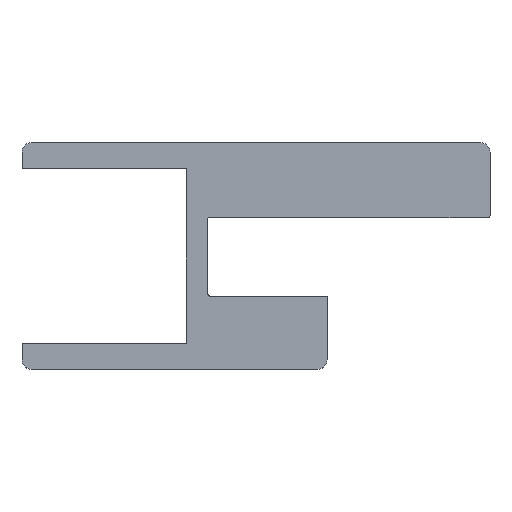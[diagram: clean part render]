
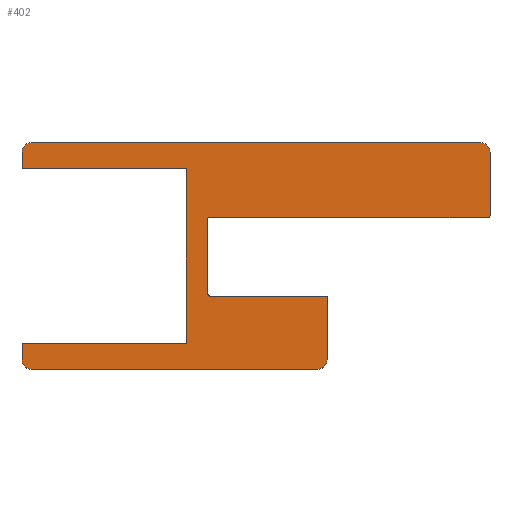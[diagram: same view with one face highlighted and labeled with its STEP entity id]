
A CAD part, top view. The second image highlights one B-rep face of the part: STEP entity #402.
In plain terms, the highlighted planar face has unit normal (0, 0, 1).
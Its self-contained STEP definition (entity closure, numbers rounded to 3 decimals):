
#26=PLANE('',#448);
#44=FACE_OUTER_BOUND('',#65,.T.);
#65=EDGE_LOOP('',(#341,#342,#343,#344,#345,#346,#347,#348,#349,#350,#351,
#352,#353,#354,#355,#356,#357,#358,#359));
#75=LINE('',#587,#118);
#89=LINE('',#630,#132);
#92=LINE('',#635,#135);
#94=LINE('',#639,#137);
#95=LINE('',#642,#138);
#98=LINE('',#648,#141);
#101=LINE('',#654,#144);
#104=LINE('',#659,#147);
#105=LINE('',#661,#148);
#108=LINE('',#669,#151);
#109=LINE('',#677,#152);
#110=LINE('',#680,#153);
#118=VECTOR('',#471,10.);
#132=VECTOR('',#505,10.);
#135=VECTOR('',#510,10.);
#137=VECTOR('',#514,10.);
#138=VECTOR('',#517,10.);
#141=VECTOR('',#522,10.);
#144=VECTOR('',#527,10.);
#147=VECTOR('',#532,10.);
#148=VECTOR('',#535,10.);
#151=VECTOR('',#544,10.);
#152=VECTOR('',#555,10.);
#153=VECTOR('',#558,10.);
#158=CIRCLE('',#424,2.);
#159=CIRCLE('',#427,10.);
#166=CIRCLE('',#444,10.);
#167=CIRCLE('',#447,10.);
#168=CIRCLE('',#449,4.);
#169=CIRCLE('',#450,2.);
#170=CIRCLE('',#451,10.);
#173=VERTEX_POINT('',#577);
#174=VERTEX_POINT('',#579);
#176=VERTEX_POINT('',#585);
#177=VERTEX_POINT('',#589);
#178=VERTEX_POINT('',#590);
#195=VERTEX_POINT('',#629);
#196=VERTEX_POINT('',#633);
#197=VERTEX_POINT('',#637);
#198=VERTEX_POINT('',#641);
#199=VERTEX_POINT('',#645);
#200=VERTEX_POINT('',#647);
#201=VERTEX_POINT('',#651);
#202=VERTEX_POINT('',#653);
#203=VERTEX_POINT('',#657);
#204=VERTEX_POINT('',#663);
#205=VERTEX_POINT('',#667);
#206=VERTEX_POINT('',#674);
#207=VERTEX_POINT('',#676);
#208=VERTEX_POINT('',#678);
#211=EDGE_CURVE('',#173,#174,#158,.T.);
#215=EDGE_CURVE('',#173,#176,#75,.T.);
#216=EDGE_CURVE('',#177,#178,#159,.T.);
#236=EDGE_CURVE('',#178,#195,#89,.T.);
#239=EDGE_CURVE('',#196,#177,#92,.T.);
#241=EDGE_CURVE('',#196,#197,#94,.F.);
#242=EDGE_CURVE('',#198,#174,#95,.F.);
#245=EDGE_CURVE('',#200,#199,#98,.T.);
#248=EDGE_CURVE('',#202,#201,#101,.T.);
#251=EDGE_CURVE('',#199,#203,#104,.T.);
#252=EDGE_CURVE('',#203,#202,#105,.T.);
#253=EDGE_CURVE('',#204,#200,#166,.T.);
#256=EDGE_CURVE('',#201,#205,#108,.T.);
#257=EDGE_CURVE('',#205,#195,#167,.T.);
#258=EDGE_CURVE('',#197,#198,#168,.F.);
#259=EDGE_CURVE('',#176,#206,#169,.T.);
#260=EDGE_CURVE('',#206,#207,#109,.T.);
#261=EDGE_CURVE('',#207,#208,#170,.T.);
#262=EDGE_CURVE('',#208,#204,#110,.T.);
#341=ORIENTED_EDGE('',*,*,#216,.F.);
#342=ORIENTED_EDGE('',*,*,#239,.F.);
#343=ORIENTED_EDGE('',*,*,#241,.T.);
#344=ORIENTED_EDGE('',*,*,#258,.T.);
#345=ORIENTED_EDGE('',*,*,#242,.T.);
#346=ORIENTED_EDGE('',*,*,#211,.F.);
#347=ORIENTED_EDGE('',*,*,#215,.T.);
#348=ORIENTED_EDGE('',*,*,#259,.T.);
#349=ORIENTED_EDGE('',*,*,#260,.T.);
#350=ORIENTED_EDGE('',*,*,#261,.T.);
#351=ORIENTED_EDGE('',*,*,#262,.T.);
#352=ORIENTED_EDGE('',*,*,#253,.T.);
#353=ORIENTED_EDGE('',*,*,#245,.T.);
#354=ORIENTED_EDGE('',*,*,#251,.T.);
#355=ORIENTED_EDGE('',*,*,#252,.T.);
#356=ORIENTED_EDGE('',*,*,#248,.T.);
#357=ORIENTED_EDGE('',*,*,#256,.T.);
#358=ORIENTED_EDGE('',*,*,#257,.T.);
#359=ORIENTED_EDGE('',*,*,#236,.F.);
#402=ADVANCED_FACE('',(#44),#26,.T.);
#424=AXIS2_PLACEMENT_3D('',#580,#464,#465);
#427=AXIS2_PLACEMENT_3D('',#591,#474,#475);
#444=AXIS2_PLACEMENT_3D('',#664,#538,#539);
#447=AXIS2_PLACEMENT_3D('',#671,#547,#548);
#448=AXIS2_PLACEMENT_3D('',#672,#549,#550);
#449=AXIS2_PLACEMENT_3D('',#673,#551,#552);
#450=AXIS2_PLACEMENT_3D('',#675,#553,#554);
#451=AXIS2_PLACEMENT_3D('',#679,#556,#557);
#464=DIRECTION('center_axis',(0.,0.,1.));
#465=DIRECTION('ref_axis',(-0.707,0.707,0.));
#471=DIRECTION('',(1.,0.,0.));
#474=DIRECTION('center_axis',(0.,0.,-1.));
#475=DIRECTION('ref_axis',(0.707,-0.707,0.));
#505=DIRECTION('',(-1.,0.,0.));
#510=DIRECTION('',(0.,-1.,0.));
#514=DIRECTION('',(1.,0.,0.));
#517=DIRECTION('',(0.,-1.,0.));
#522=DIRECTION('',(0.,-1.,0.));
#527=DIRECTION('',(-1.,0.,0.));
#532=DIRECTION('',(1.,0.,0.));
#535=DIRECTION('',(0.,-1.,0.));
#538=DIRECTION('center_axis',(0.,0.,1.));
#539=DIRECTION('ref_axis',(0.,1.,0.));
#544=DIRECTION('',(0.,-1.,0.));
#547=DIRECTION('center_axis',(0.,0.,1.));
#548=DIRECTION('ref_axis',(-1.,0.,0.));
#549=DIRECTION('center_axis',(0.,0.,1.));
#550=DIRECTION('ref_axis',(1.,0.,0.));
#551=DIRECTION('center_axis',(0.,0.,1.));
#552=DIRECTION('ref_axis',(-1.,0.,0.));
#553=DIRECTION('center_axis',(0.,0.,1.));
#554=DIRECTION('ref_axis',(0.,-1.,0.));
#555=DIRECTION('',(0.,1.,0.));
#556=DIRECTION('center_axis',(0.,0.,1.));
#557=DIRECTION('ref_axis',(1.,0.,0.));
#558=DIRECTION('',(-1.,0.,0.));
#577=CARTESIAN_POINT('',(0.,20.,12.));
#579=CARTESIAN_POINT('',(-2.,18.,12.));
#580=CARTESIAN_POINT('Origin',(0.,18.,12.));
#585=CARTESIAN_POINT('',(298.,20.,12.));
#587=CARTESIAN_POINT('',(298.,20.,12.));
#589=CARTESIAN_POINT('',(126.,-132.,12.));
#590=CARTESIAN_POINT('',(116.,-142.,12.));
#591=CARTESIAN_POINT('Origin',(116.,-132.,12.));
#629=CARTESIAN_POINT('',(-190.,-142.,12.));
#630=CARTESIAN_POINT('',(118.,-142.,12.));
#633=CARTESIAN_POINT('',(126.,-64.,12.));
#635=CARTESIAN_POINT('',(126.,-54.,12.));
#637=CARTESIAN_POINT('',(2.,-64.,12.));
#639=CARTESIAN_POINT('',(100.5,-64.,12.));
#641=CARTESIAN_POINT('',(-2.,-60.,12.));
#642=CARTESIAN_POINT('',(-2.,-33.,12.));
#645=CARTESIAN_POINT('',(-200.,72.35,12.));
#647=CARTESIAN_POINT('',(-200.,90.,12.));
#648=CARTESIAN_POINT('',(-200.,90.,12.));
#651=CARTESIAN_POINT('',(-200.,-114.35,12.));
#653=CARTESIAN_POINT('',(-24.65,-114.35,12.));
#654=CARTESIAN_POINT('',(-50.,-114.35,12.));
#657=CARTESIAN_POINT('',(-24.65,72.35,12.));
#659=CARTESIAN_POINT('',(25.,72.35,12.));
#661=CARTESIAN_POINT('',(-24.65,-60.,12.));
#663=CARTESIAN_POINT('',(-190.,100.,12.));
#664=CARTESIAN_POINT('Origin',(-190.,90.,12.));
#667=CARTESIAN_POINT('',(-200.,-132.,12.));
#669=CARTESIAN_POINT('',(-200.,90.,12.));
#671=CARTESIAN_POINT('Origin',(-190.,-132.,12.));
#672=CARTESIAN_POINT('Origin',(75.,-6.,12.));
#673=CARTESIAN_POINT('Origin',(2.,-60.,12.));
#674=CARTESIAN_POINT('',(300.,22.,12.));
#675=CARTESIAN_POINT('Origin',(298.,22.,12.));
#676=CARTESIAN_POINT('',(300.,90.,12.));
#677=CARTESIAN_POINT('',(300.,90.,12.));
#678=CARTESIAN_POINT('',(290.,100.,12.));
#679=CARTESIAN_POINT('Origin',(290.,90.,12.));
#680=CARTESIAN_POINT('',(-140.,100.,12.));
